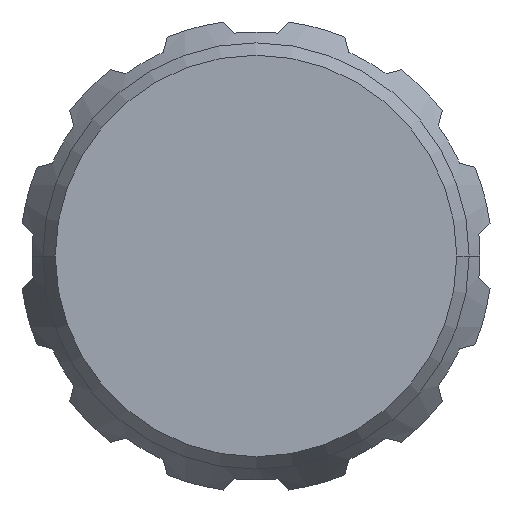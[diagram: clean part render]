
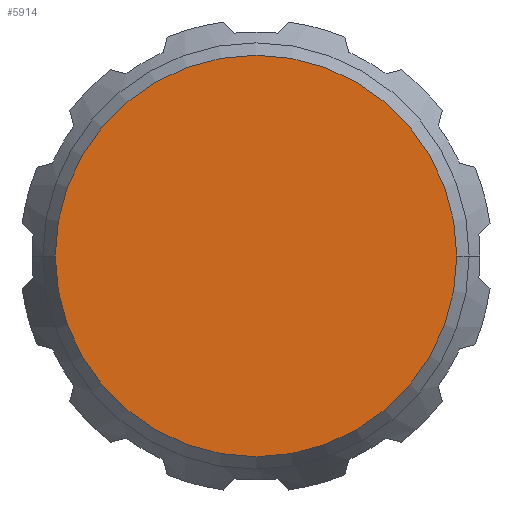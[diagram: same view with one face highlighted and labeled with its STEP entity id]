
A CAD part, left-side view. The second image highlights one B-rep face of the part: STEP entity #5914.
In plain terms, the highlighted planar face has unit normal (-1, 0, 0).
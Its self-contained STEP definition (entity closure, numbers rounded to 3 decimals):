
#17=CARTESIAN_POINT('',(0.,0.,0.));
#18=DIRECTION('',(-1.,0.,0.));
#19=DIRECTION('',(0.,1.,0.));
#20=AXIS2_PLACEMENT_3D('',#17,#18,#19);
#22=CARTESIAN_POINT('',(0.,0.,0.));
#23=DIRECTION('',(1.,0.,0.));
#24=DIRECTION('',(0.,1.,0.));
#25=AXIS2_PLACEMENT_3D('',#22,#23,#24);
#4879=CARTESIAN_POINT('',(0.,9.348,0.));
#4880=VERTEX_POINT('',#4879);
#4885=CARTESIAN_POINT('',(0.,-9.348,0.));
#4886=VERTEX_POINT('',#4885);
#5903=CARTESIAN_POINT('',(0.,0.,0.));
#5904=DIRECTION('',(1.,0.,0.));
#5905=DIRECTION('',(0.,-1.,0.));
#5906=AXIS2_PLACEMENT_3D('',#5903,#5904,#5905);
#5907=PLANE('36',#5906);
#5909=ORIENTED_EDGE('396',*,*,#5908,.F.);
#5911=ORIENTED_EDGE('393',*,*,#5910,.T.);
#5912=EDGE_LOOP('36',(#5909,#5911));
#5913=FACE_OUTER_BOUND('36',#5912,.F.);
#21=CIRCLE('396',#20,9.348);
#26=CIRCLE('393',#25,9.348);
#5908=EDGE_CURVE('396',#4880,#4886,#21,.T.);
#5910=EDGE_CURVE('393',#4880,#4886,#26,.T.);
#5914=ADVANCED_FACE('36',(#5913),#5907,.F.);
